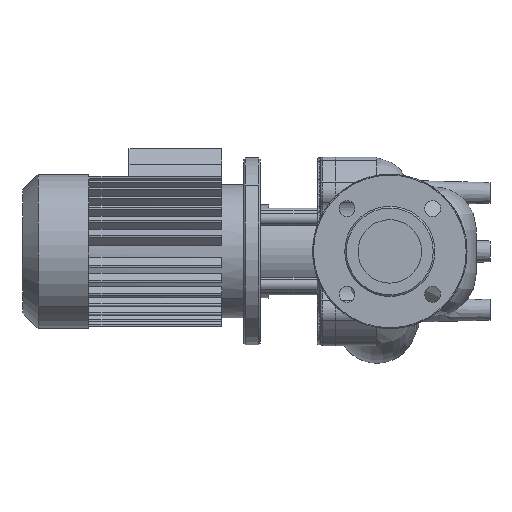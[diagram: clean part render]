
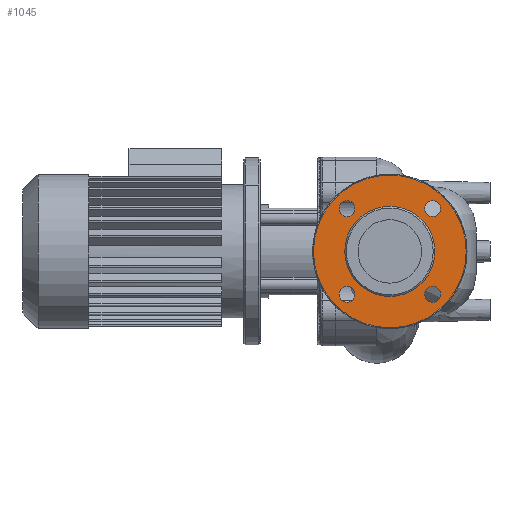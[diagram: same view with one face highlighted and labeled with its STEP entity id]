
A CAD part, left-side view. The second image highlights one B-rep face of the part: STEP entity #1045.
In plain terms, the highlighted free-form (B-spline) face has degree [1, 1] with [2, 2] control points.
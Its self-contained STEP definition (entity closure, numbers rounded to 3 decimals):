
#424=CARTESIAN_POINT('',(2.,0.,-91.5));
#425=VERTEX_POINT('',#424);
#441=CARTESIAN_POINT('',(2.,0.,91.5));
#442=VERTEX_POINT('',#441);
#450=CARTESIAN_POINT('',(2.,-91.5,0.0));
#451=VERTEX_POINT('',#450);
#452=CARTESIAN_POINT('',(2.,0.,0.0));
#453=DIRECTION('',(-1.0,0.0,0.0));
#454=DIRECTION('',(0.0,-1.0,0.0));
#455=AXIS2_PLACEMENT_3D('',#452,#453,#454);
#456=CIRCLE('',#455,91.5);
#457=EDGE_CURVE('',#451,#442,#456,.T.);
#459=CARTESIAN_POINT('',(2.,0.,0.0));
#460=DIRECTION('',(-1.0,0.0,0.0));
#461=DIRECTION('',(0.0,-1.0,0.0));
#462=AXIS2_PLACEMENT_3D('',#459,#460,#461);
#463=CIRCLE('',#462,91.5);
#464=EDGE_CURVE('',#425,#451,#463,.T.);
#495=CARTESIAN_POINT('',(2.,-54.,0.0));
#496=VERTEX_POINT('',#495);
#505=CARTESIAN_POINT('',(2.,54.,0.));
#506=VERTEX_POINT('',#505);
#507=CARTESIAN_POINT('',(2.,0.,0.0));
#508=DIRECTION('',(-1.0,0.0,0.0));
#509=DIRECTION('',(0.0,-1.0,0.0));
#510=AXIS2_PLACEMENT_3D('',#507,#508,#509);
#511=CIRCLE('',#510,54.);
#512=EDGE_CURVE('',#496,#506,#511,.T.);
#558=CARTESIAN_POINT('',(2.,-51.265,41.765));
#559=VERTEX_POINT('',#558);
#568=CARTESIAN_POINT('',(2.,-51.265,60.765));
#569=VERTEX_POINT('',#568);
#570=CARTESIAN_POINT('',(2.,-51.265,51.265));
#571=DIRECTION('',(-1.0,0.0,0.0));
#572=DIRECTION('',(0.0,0.0,-1.0));
#573=AXIS2_PLACEMENT_3D('',#570,#571,#572);
#574=CIRCLE('',#573,9.5);
#575=EDGE_CURVE('',#559,#569,#574,.T.);
#621=CARTESIAN_POINT('',(2.,41.765,51.265));
#622=VERTEX_POINT('',#621);
#631=CARTESIAN_POINT('',(2.,60.765,51.265));
#632=VERTEX_POINT('',#631);
#633=CARTESIAN_POINT('',(2.,51.265,51.265));
#634=DIRECTION('',(-1.0,0.0,0.0));
#635=DIRECTION('',(0.0,-1.0,0.0));
#636=AXIS2_PLACEMENT_3D('',#633,#634,#635);
#637=CIRCLE('',#636,9.5);
#638=EDGE_CURVE('',#622,#632,#637,.T.);
#684=CARTESIAN_POINT('',(2.,51.265,-41.765));
#685=VERTEX_POINT('',#684);
#694=CARTESIAN_POINT('',(2.,51.265,-60.765));
#695=VERTEX_POINT('',#694);
#696=CARTESIAN_POINT('',(2.,51.265,-51.265));
#697=DIRECTION('',(-1.0,0.0,0.0));
#698=DIRECTION('',(0.0,0.0,1.0));
#699=AXIS2_PLACEMENT_3D('',#696,#697,#698);
#700=CIRCLE('',#699,9.5);
#701=EDGE_CURVE('',#685,#695,#700,.T.);
#747=CARTESIAN_POINT('',(2.,-41.765,-51.265));
#748=VERTEX_POINT('',#747);
#757=CARTESIAN_POINT('',(2.,-60.765,-51.265));
#758=VERTEX_POINT('',#757);
#759=CARTESIAN_POINT('',(2.,-51.265,-51.265));
#760=DIRECTION('',(-1.0,0.0,0.0));
#761=DIRECTION('',(0.0,1.0,0.0));
#762=AXIS2_PLACEMENT_3D('',#759,#760,#761);
#763=CIRCLE('',#762,9.5);
#764=EDGE_CURVE('',#748,#758,#763,.T.);
#819=CARTESIAN_POINT('',(2.,-51.265,-51.265));
#820=DIRECTION('',(-1.0,0.0,0.0));
#821=DIRECTION('',(0.0,1.0,0.0));
#822=AXIS2_PLACEMENT_3D('',#819,#820,#821);
#823=CIRCLE('',#822,9.5);
#824=EDGE_CURVE('',#758,#748,#823,.T.);
#864=CARTESIAN_POINT('',(2.,51.265,-51.265));
#865=DIRECTION('',(-1.0,0.0,0.0));
#866=DIRECTION('',(0.0,0.0,1.0));
#867=AXIS2_PLACEMENT_3D('',#864,#865,#866);
#868=CIRCLE('',#867,9.5);
#869=EDGE_CURVE('',#695,#685,#868,.T.);
#909=CARTESIAN_POINT('',(2.,51.265,51.265));
#910=DIRECTION('',(-1.0,0.0,0.0));
#911=DIRECTION('',(0.0,-1.0,0.0));
#912=AXIS2_PLACEMENT_3D('',#909,#910,#911);
#913=CIRCLE('',#912,9.5);
#914=EDGE_CURVE('',#632,#622,#913,.T.);
#954=CARTESIAN_POINT('',(2.,-51.265,51.265));
#955=DIRECTION('',(-1.0,0.0,0.0));
#956=DIRECTION('',(0.0,0.0,-1.0));
#957=AXIS2_PLACEMENT_3D('',#954,#955,#956);
#958=CIRCLE('',#957,9.5);
#959=EDGE_CURVE('',#569,#559,#958,.T.);
#999=CARTESIAN_POINT('',(2.,0.,0.0));
#1000=DIRECTION('',(-1.0,0.0,0.0));
#1001=DIRECTION('',(0.0,-1.0,0.0));
#1002=AXIS2_PLACEMENT_3D('',#999,#1000,#1001);
#1003=CIRCLE('',#1002,54.);
#1004=EDGE_CURVE('',#506,#496,#1003,.T.);
#1009=CARTESIAN_POINT('',(2.,-91.5,-91.5));
#1010=CARTESIAN_POINT('',(2.,-91.5,91.5));
#1011=CARTESIAN_POINT('',(2.,91.5,-91.5));
#1012=CARTESIAN_POINT('',(2.,91.5,91.5));
#1013=B_SPLINE_SURFACE_WITH_KNOTS('',1,1,((#1009,#1011),(#1010,#1012)),.UNSPECIFIED.,.F.,.F.,.U.,(2,2),(2,2),(0.0,183.),(0.0,183.),.UNSPECIFIED.);
#1014=ORIENTED_EDGE('',*,*,#457,.T.);
#1015=CARTESIAN_POINT('',(2.,0.,0.0));
#1016=DIRECTION('',(-1.0,0.0,0.0));
#1017=DIRECTION('',(0.0,-1.0,0.0));
#1018=AXIS2_PLACEMENT_3D('',#1015,#1016,#1017);
#1019=CIRCLE('',#1018,91.5);
#1020=EDGE_CURVE('',#442,#425,#1019,.T.);
#1021=ORIENTED_EDGE('',*,*,#1020,.T.);
#1022=ORIENTED_EDGE('',*,*,#464,.T.);
#1023=EDGE_LOOP('',(#1014,#1021,#1022));
#1024=FACE_OUTER_BOUND('',#1023,.T.);
#1025=ORIENTED_EDGE('',*,*,#824,.F.);
#1026=ORIENTED_EDGE('',*,*,#764,.F.);
#1027=EDGE_LOOP('',(#1025,#1026));
#1028=FACE_BOUND('',#1027,.T.);
#1029=ORIENTED_EDGE('',*,*,#869,.F.);
#1030=ORIENTED_EDGE('',*,*,#701,.F.);
#1031=EDGE_LOOP('',(#1029,#1030));
#1032=FACE_BOUND('',#1031,.T.);
#1033=ORIENTED_EDGE('',*,*,#914,.F.);
#1034=ORIENTED_EDGE('',*,*,#638,.F.);
#1035=EDGE_LOOP('',(#1033,#1034));
#1036=FACE_BOUND('',#1035,.T.);
#1037=ORIENTED_EDGE('',*,*,#959,.F.);
#1038=ORIENTED_EDGE('',*,*,#575,.F.);
#1039=EDGE_LOOP('',(#1037,#1038));
#1040=FACE_BOUND('',#1039,.T.);
#1041=ORIENTED_EDGE('',*,*,#512,.F.);
#1042=ORIENTED_EDGE('',*,*,#1004,.F.);
#1043=EDGE_LOOP('',(#1041,#1042));
#1044=FACE_BOUND('',#1043,.T.);
#1045=ADVANCED_FACE('',(#1024,#1028,#1032,#1036,#1040,#1044),#1013,.T.);
